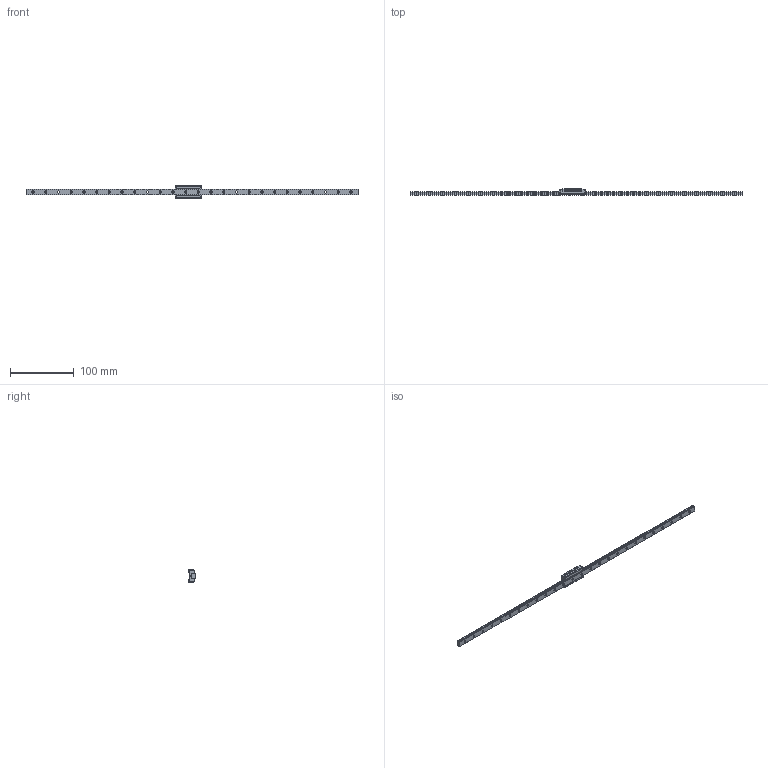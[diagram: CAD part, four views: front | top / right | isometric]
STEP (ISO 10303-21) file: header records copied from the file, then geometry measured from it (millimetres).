
FILE_DESCRIPTION( ( 'STEP AP214' ), '1' );
FILE_NAME( 'SRS9XNSS-522-2LM_G11-1_0_235-1_0_0_0_1.stp', '2020-10-24T21:24:15', ( 'License CC BY-ND 4.0' ), ( 'CADENAS' ), ' ', 'PARTsolutions', ' ' );
FILE_SCHEMA( ( 'AUTOMOTIVE_DESIGN { 1 0 10303 214 1 1 1 1 }' ) );
Length unit declared in the file: millimetre
Products named in the file (3): SRS9XNSS-522-2LM_G11-1_0_235-1_0_0_0_1; _SRS9XN522.211.1 Track; _SRS9XNSS1 Slider
Assembly tree (2 placements, depth 2):
  SRS9XNSS-522-2LM_G11-1_0_235-1_0_0_0_1
    _SRS9XN522.211.1 Track
    _SRS9XNSS1 Slider
Bounding box: 522.2 x 10 x 20 mm (x, y, z)
Volume: 25959.9 mm3; surface area: 19856 mm2
Topology: 2 solids, 2 shells, 236 faces, 580 edges, 376 vertices
Faces by surface type: plane 130, cylinder 98, cone 8
Full cylindrical faces by diameter (mm): 1.6 x2, 2.459 x4, 3.5 x26, 6 x26
Entity records: 8636 total; most frequent: DIRECTION 1192, CARTESIAN_POINT 1117, ORIENTED_EDGE 1012, EDGE_CURVE 506, AXIS2_PLACEMENT_3D 447, EDGE_LOOP 382, VERTEX_POINT 372, LINE 298
